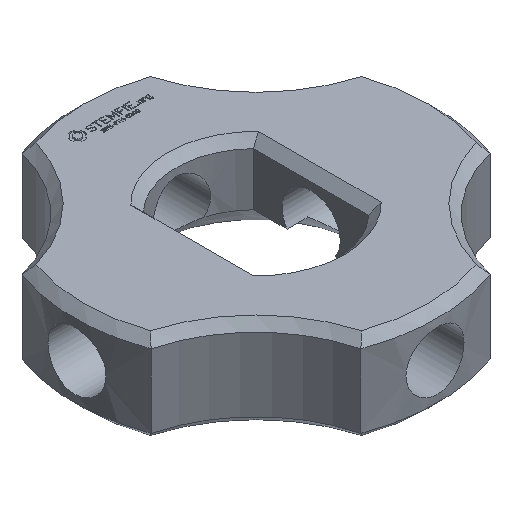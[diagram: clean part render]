
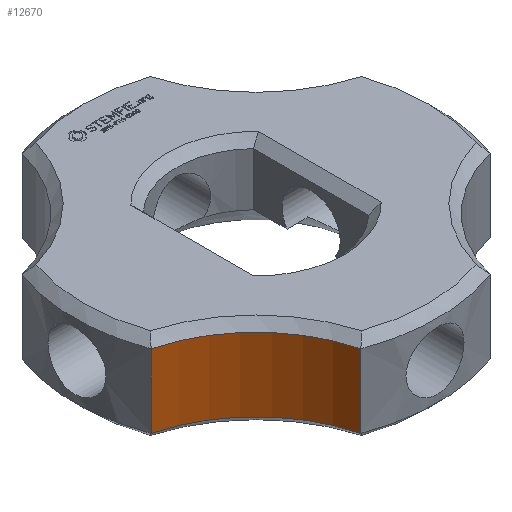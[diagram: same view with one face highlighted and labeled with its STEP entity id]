
A CAD part, isometric view. The second image highlights one B-rep face of the part: STEP entity #12670.
In plain terms, the highlighted cylindrical face has radius 5 mm (diameter 10 mm), a partial arc.
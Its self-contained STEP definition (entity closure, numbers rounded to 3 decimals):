
#400 = CYLINDRICAL_SURFACE('',#401,6.25);
#401 = AXIS2_PLACEMENT_3D('',#402,#403,#404);
#402 = CARTESIAN_POINT('',(0.,0.,0.));
#403 = DIRECTION('',(-0.,-0.,-1.));
#404 = DIRECTION('',(1.,0.,0.));
#1187 = EDGE_CURVE('',#1188,#1190,#1192,.T.);
#1188 = VERTEX_POINT('',#1189);
#1189 = CARTESIAN_POINT('',(-2.225,-5.841,0.3));
#1190 = VERTEX_POINT('',#1191);
#1191 = CARTESIAN_POINT('',(-2.225,-5.841,2.825));
#1192 = SURFACE_CURVE('',#1193,(#1197,#1204),.PCURVE_S1.);
#1193 = LINE('',#1194,#1195);
#1194 = CARTESIAN_POINT('',(-2.225,-5.841,0.));
#1195 = VECTOR('',#1196,1.);
#1196 = DIRECTION('',(0.,0.,1.));
#1197 = PCURVE('',#400,#1198);
#1198 = DEFINITIONAL_REPRESENTATION('',(#1199),#1203);
#1199 = LINE('',#1200,#1201);
#1200 = CARTESIAN_POINT('',(-4.348,0.));
#1201 = VECTOR('',#1202,1.);
#1202 = DIRECTION('',(-0.,-1.));
#1203 = ( GEOMETRIC_REPRESENTATION_CONTEXT(2) 
PARAMETRIC_REPRESENTATION_CONTEXT() REPRESENTATION_CONTEXT('2D SPACE',''
  ) );
#1204 = PCURVE('',#1205,#1210);
#1205 = CYLINDRICAL_SURFACE('',#1206,5.);
#1206 = AXIS2_PLACEMENT_3D('',#1207,#1208,#1209);
#1207 = CARTESIAN_POINT('',(-7.071,-7.071,0.));
#1208 = DIRECTION('',(-0.,-0.,-1.));
#1209 = DIRECTION('',(1.,0.,0.));
#1210 = DEFINITIONAL_REPRESENTATION('',(#1211),#1215);
#1211 = LINE('',#1212,#1213);
#1212 = CARTESIAN_POINT('',(-0.249,0.));
#1213 = VECTOR('',#1214,1.);
#1214 = DIRECTION('',(-0.,-1.));
#1215 = ( GEOMETRIC_REPRESENTATION_CONTEXT(2) 
PARAMETRIC_REPRESENTATION_CONTEXT() REPRESENTATION_CONTEXT('2D SPACE',''
  ) );
#1568 = CONICAL_SURFACE('',#1569,5.,0.785);
#1569 = AXIS2_PLACEMENT_3D('',#1570,#1571,#1572);
#1570 = CARTESIAN_POINT('',(-7.071,-7.071,0.3));
#1571 = DIRECTION('',(-0.,-0.,-1.));
#1572 = DIRECTION('',(0.969,0.246,0.));
#1799 = CONICAL_SURFACE('',#1800,5.,0.785);
#1800 = AXIS2_PLACEMENT_3D('',#1801,#1802,#1803);
#1801 = CARTESIAN_POINT('',(-7.071,-7.071,2.825));
#1802 = DIRECTION('',(0.,0.,1.));
#1803 = DIRECTION('',(0.969,0.246,0.));
#12670 = ADVANCED_FACE('',(#12671),#1205,.F.);
#12671 = FACE_BOUND('',#12672,.T.);
#12672 = EDGE_LOOP('',(#12673,#12674,#12698,#12726));
#12673 = ORIENTED_EDGE('',*,*,#1187,.T.);
#12674 = ORIENTED_EDGE('',*,*,#12675,.T.);
#12675 = EDGE_CURVE('',#1190,#12676,#12678,.T.);
#12676 = VERTEX_POINT('',#12677);
#12677 = CARTESIAN_POINT('',(-5.841,-2.225,2.825));
#12678 = SURFACE_CURVE('',#12679,(#12684,#12691),.PCURVE_S1.);
#12679 = CIRCLE('',#12680,5.);
#12680 = AXIS2_PLACEMENT_3D('',#12681,#12682,#12683);
#12681 = CARTESIAN_POINT('',(-7.071,-7.071,2.825));
#12682 = DIRECTION('',(0.,-0.,1.));
#12683 = DIRECTION('',(0.969,0.246,0.));
#12684 = PCURVE('',#1205,#12685);
#12685 = DEFINITIONAL_REPRESENTATION('',(#12686),#12690);
#12686 = LINE('',#12687,#12688);
#12687 = CARTESIAN_POINT('',(-0.249,-2.825));
#12688 = VECTOR('',#12689,1.);
#12689 = DIRECTION('',(-1.,0.));
#12690 = ( GEOMETRIC_REPRESENTATION_CONTEXT(2) 
PARAMETRIC_REPRESENTATION_CONTEXT() REPRESENTATION_CONTEXT('2D SPACE',''
  ) );
#12691 = PCURVE('',#1799,#12692);
#12692 = DEFINITIONAL_REPRESENTATION('',(#12693),#12697);
#12693 = LINE('',#12694,#12695);
#12694 = CARTESIAN_POINT('',(0.,0.));
#12695 = VECTOR('',#12696,1.);
#12696 = DIRECTION('',(1.,0.));
#12697 = ( GEOMETRIC_REPRESENTATION_CONTEXT(2) 
PARAMETRIC_REPRESENTATION_CONTEXT() REPRESENTATION_CONTEXT('2D SPACE',''
  ) );
#12698 = ORIENTED_EDGE('',*,*,#12699,.F.);
#12699 = EDGE_CURVE('',#12700,#12676,#12702,.T.);
#12700 = VERTEX_POINT('',#12701);
#12701 = CARTESIAN_POINT('',(-5.841,-2.225,0.3));
#12702 = SURFACE_CURVE('',#12703,(#12707,#12714),.PCURVE_S1.);
#12703 = LINE('',#12704,#12705);
#12704 = CARTESIAN_POINT('',(-5.841,-2.225,0.));
#12705 = VECTOR('',#12706,1.);
#12706 = DIRECTION('',(0.,0.,1.));
#12707 = PCURVE('',#1205,#12708);
#12708 = DEFINITIONAL_REPRESENTATION('',(#12709),#12713);
#12709 = LINE('',#12710,#12711);
#12710 = CARTESIAN_POINT('',(-1.322,0.));
#12711 = VECTOR('',#12712,1.);
#12712 = DIRECTION('',(-0.,-1.));
#12713 = ( GEOMETRIC_REPRESENTATION_CONTEXT(2) 
PARAMETRIC_REPRESENTATION_CONTEXT() REPRESENTATION_CONTEXT('2D SPACE',''
  ) );
#12714 = PCURVE('',#12715,#12720);
#12715 = CYLINDRICAL_SURFACE('',#12716,6.25);
#12716 = AXIS2_PLACEMENT_3D('',#12717,#12718,#12719);
#12717 = CARTESIAN_POINT('',(0.,0.,0.)
  );
#12718 = DIRECTION('',(-0.,-0.,-1.));
#12719 = DIRECTION('',(1.,0.,0.));
#12720 = DEFINITIONAL_REPRESENTATION('',(#12721),#12725);
#12721 = LINE('',#12722,#12723);
#12722 = CARTESIAN_POINT('',(-3.506,0.));
#12723 = VECTOR('',#12724,1.);
#12724 = DIRECTION('',(-0.,-1.));
#12725 = ( GEOMETRIC_REPRESENTATION_CONTEXT(2) 
PARAMETRIC_REPRESENTATION_CONTEXT() REPRESENTATION_CONTEXT('2D SPACE',''
  ) );
#12726 = ORIENTED_EDGE('',*,*,#12727,.F.);
#12727 = EDGE_CURVE('',#1188,#12700,#12728,.T.);
#12728 = SURFACE_CURVE('',#12729,(#12734,#12741),.PCURVE_S1.);
#12729 = CIRCLE('',#12730,5.);
#12730 = AXIS2_PLACEMENT_3D('',#12731,#12732,#12733);
#12731 = CARTESIAN_POINT('',(-7.071,-7.071,0.3));
#12732 = DIRECTION('',(0.,-0.,1.));
#12733 = DIRECTION('',(0.969,0.246,0.));
#12734 = PCURVE('',#1205,#12735);
#12735 = DEFINITIONAL_REPRESENTATION('',(#12736),#12740);
#12736 = LINE('',#12737,#12738);
#12737 = CARTESIAN_POINT('',(-0.249,-0.3));
#12738 = VECTOR('',#12739,1.);
#12739 = DIRECTION('',(-1.,0.));
#12740 = ( GEOMETRIC_REPRESENTATION_CONTEXT(2) 
PARAMETRIC_REPRESENTATION_CONTEXT() REPRESENTATION_CONTEXT('2D SPACE',''
  ) );
#12741 = PCURVE('',#1568,#12742);
#12742 = DEFINITIONAL_REPRESENTATION('',(#12743),#12747);
#12743 = LINE('',#12744,#12745);
#12744 = CARTESIAN_POINT('',(-0.,0.));
#12745 = VECTOR('',#12746,1.);
#12746 = DIRECTION('',(-1.,0.));
#12747 = ( GEOMETRIC_REPRESENTATION_CONTEXT(2) 
PARAMETRIC_REPRESENTATION_CONTEXT() REPRESENTATION_CONTEXT('2D SPACE',''
  ) );
